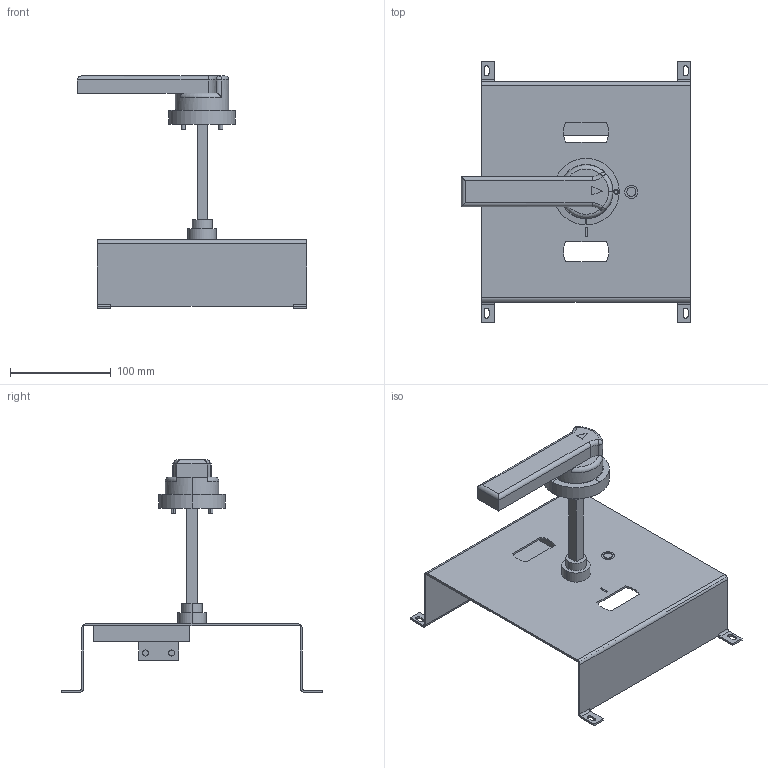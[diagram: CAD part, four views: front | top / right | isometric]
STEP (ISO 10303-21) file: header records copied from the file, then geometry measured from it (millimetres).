
FILE_DESCRIPTION (( 'STEP AP214' ), '1' );
FILE_NAME ('mccb99m-a-123 Ðó÷íîé ïîâîðîòíûé ïðèâîä ê ÂÀ-99Ì 800À.STEP', '2020-09-21T12:56:50', ( '' ), ( '' ), 'SwSTEP 2.0', 'SolidWorks 2019', '' );
FILE_SCHEMA (( 'AUTOMOTIVE_DESIGN' ));
Length unit declared in the file: millimetre
Products named in the file (1): mccb99m-a-123 Ðó÷íîé ïîâîðîòíûé ïðèâîä ê ÂÀ-99Ì 800À
Bounding box: 228 x 259 x 231.2 mm (x, y, z)
Volume: 356332.5 mm3; surface area: 192774.2 mm2
Topology: 1 solids, 1 shells, 173 faces, 446 edges, 291 vertices
Faces by surface type: plane 99, cylinder 57, torus 6, cone 5, bspline 4, sphere 2
Entity records: 5689 total; most frequent: CARTESIAN_POINT 1361, DIRECTION 885, ORIENTED_EDGE 884, EDGE_CURVE 442, AXIS2_PLACEMENT_3D 299, VERTEX_POINT 289, VECTOR 287, LINE 287
